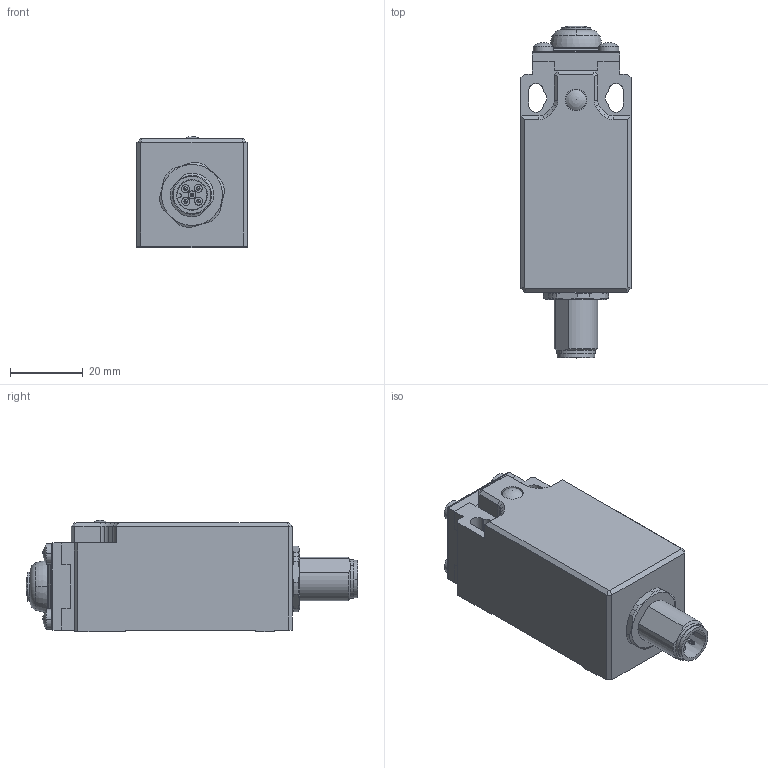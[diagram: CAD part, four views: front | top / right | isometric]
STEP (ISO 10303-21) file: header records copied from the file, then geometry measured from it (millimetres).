
FILE_DESCRIPTION (( 'STEP AP214' ), '1' );
FILE_NAME ('AAP7T14Z11.step', '2019-09-05T21:15:29', ( '' ), ( '' ), 'SwSTEP 2.0', 'SolidWorks 2018', '' );
FILE_SCHEMA (( 'AUTOMOTIVE_DESIGN' ));
Length unit declared in the file: inch
Products named in the file (1): AAP7T14Z11
Bounding box: 30.3 x 91.4 x 30.6 mm (x, y, z)
Volume: 58794.3 mm3; surface area: 15700.5 mm2
Topology: 5 solids, 5 shells, 314 faces, 763 edges, 488 vertices
Faces by surface type: plane 139, cylinder 120, cone 24, torus 20, sphere 11
Entity records: 13501 total; most frequent: CARTESIAN_POINT 1773, DIRECTION 1673, ORIENTED_EDGE 1522, EDGE_CURVE 761, AXIS2_PLACEMENT_3D 631, VERTEX_POINT 487, LINE 411, VECTOR 411
